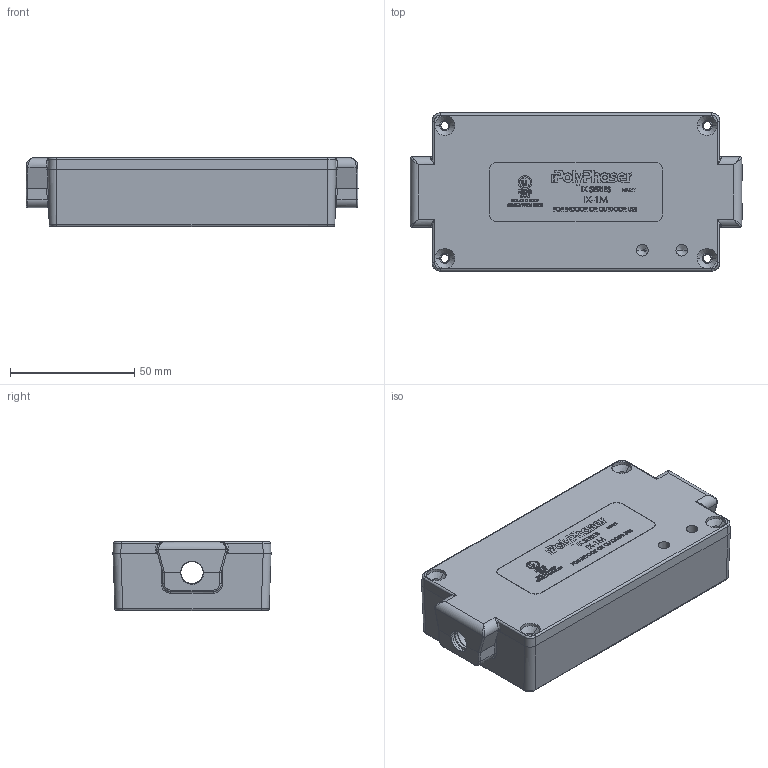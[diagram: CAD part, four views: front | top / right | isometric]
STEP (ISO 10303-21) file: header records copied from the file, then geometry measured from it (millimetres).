
FILE_DESCRIPTION (( 'STEP AP214' ), '1' );
FILE_NAME ('IX-1M.STEP', '2019-07-30T15:13:48', ( '' ), ( '' ), 'SwSTEP 2.0', 'SolidWorks 2019', '' );
FILE_SCHEMA (( 'AUTOMOTIVE_DESIGN' ));
Length unit declared in the file: inch
Products named in the file (14): 7020-2643; 7040-0109; 7020-3028; 5331-0013; 5331-0012; 5331-0012-01; 5331-0013-01; 9500-0041; IX-1M
Assembly tree (8 placements, depth 4):
  7020-2643
  7040-0109
  5331-0013
  5331-0012
  7020-3028
Bounding box: 133.35 x 63.5 x 27.77 mm (x, y, z)
Volume: 85012.8 mm3; surface area: 65109.4 mm2
Topology: 5 solids, 5 shells, 4641 faces, 12411 edges, 8145 vertices
Faces by surface type: plane 3050, bspline 1151, cylinder 400, cone 40
Entity records: 243955 total; most frequent: CARTESIAN_POINT 94875, ORIENTED_EDGE 24746, DIRECTION 17708, EDGE_CURVE 12373, LINE 9268, VECTOR 9268, VERTEX_POINT 8145, EDGE_LOOP 5066
